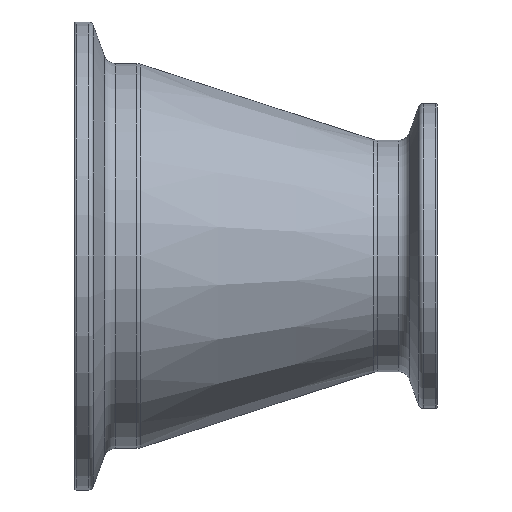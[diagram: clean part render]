
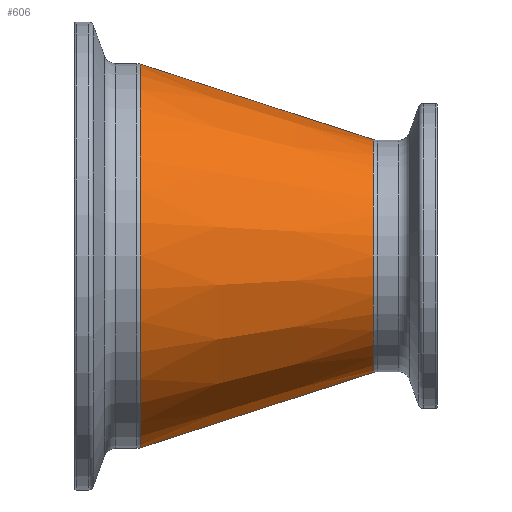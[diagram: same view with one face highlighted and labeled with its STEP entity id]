
A CAD part, front view. The second image highlights one B-rep face of the part: STEP entity #606.
In plain terms, the highlighted conical face has half-angle 17.971 degrees and reference radius 19.273 mm.
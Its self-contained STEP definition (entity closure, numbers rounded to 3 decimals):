
#92 = DIRECTION ( 'NONE',  ( -0.951, 0., 0.309 ) ) ;
#172 = CARTESIAN_POINT ( 'NONE',  ( 49.421, 0., -19.273 ) ) ;
#173 = EDGE_CURVE ( 'NONE', #1626, #526, #1609, .T. ) ;
#226 = CARTESIAN_POINT ( 'NONE',  ( 49.421, 0., 19.273 ) ) ;
#262 = DIRECTION ( 'NONE',  ( 0., 0., 1. ) ) ;
#272 = DIRECTION ( 'NONE',  ( -1., 0., 0. ) ) ;
#281 = CARTESIAN_POINT ( 'NONE',  ( 49.421, 0., 0. ) ) ;
#319 = EDGE_LOOP ( 'NONE', ( #795, #1408, #505, #740 ) ) ;
#337 = CARTESIAN_POINT ( 'NONE',  ( 49.421, 0., 0. ) ) ;
#338 = LINE ( 'NONE', #172, #1125 ) ;
#419 = VECTOR ( 'NONE', #92, 1000. ) ;
#476 = AXIS2_PLACEMENT_3D ( 'NONE', #788, #1446, #262 ) ;
#505 = ORIENTED_EDGE ( 'NONE', *, *, #550, .T. ) ;
#526 = VERTEX_POINT ( 'NONE', #1549 ) ;
#550 = EDGE_CURVE ( 'NONE', #526, #877, #1531, .T. ) ;
#551 = CIRCLE ( 'NONE', #476, 31.777 ) ;
#573 = EDGE_CURVE ( 'NONE', #1218, #877, #551, .T. ) ;
#606 = ADVANCED_FACE ( 'NONE', ( #1521 ), #1442, .T. ) ;
#740 = ORIENTED_EDGE ( 'NONE', *, *, #573, .F. ) ;
#788 = CARTESIAN_POINT ( 'NONE',  ( 10.87, 0., 0. ) ) ;
#795 = ORIENTED_EDGE ( 'NONE', *, *, #1667, .F. ) ;
#817 = DIRECTION ( 'NONE',  ( -1., 0., 0. ) ) ;
#831 = CARTESIAN_POINT ( 'NONE',  ( 49.421, 0., -19.273 ) ) ;
#877 = VERTEX_POINT ( 'NONE', #1154 ) ;
#935 = DIRECTION ( 'NONE',  ( 0., 0., 1. ) ) ;
#964 = DIRECTION ( 'NONE',  ( -0.951, 0., -0.309 ) ) ;
#1003 = AXIS2_PLACEMENT_3D ( 'NONE', #337, #272, #935 ) ;
#1055 = AXIS2_PLACEMENT_3D ( 'NONE', #281, #817, #1184 ) ;
#1125 = VECTOR ( 'NONE', #964, 1000. ) ;
#1154 = CARTESIAN_POINT ( 'NONE',  ( 10.87, 0., 31.777 ) ) ;
#1184 = DIRECTION ( 'NONE',  ( 0., 0., 1. ) ) ;
#1218 = VERTEX_POINT ( 'NONE', #1493 ) ;
#1408 = ORIENTED_EDGE ( 'NONE', *, *, #173, .T. ) ;
#1442 = CONICAL_SURFACE ( 'NONE', #1003, 19.273, 0.314 ) ;
#1446 = DIRECTION ( 'NONE',  ( -1., 0., 0. ) ) ;
#1493 = CARTESIAN_POINT ( 'NONE',  ( 10.87, 0., -31.777 ) ) ;
#1521 = FACE_OUTER_BOUND ( 'NONE', #319, .T. ) ;
#1531 = LINE ( 'NONE', #226, #419 ) ;
#1549 = CARTESIAN_POINT ( 'NONE',  ( 49.421, 0., 19.273 ) ) ;
#1609 = CIRCLE ( 'NONE', #1055, 19.273 ) ;
#1626 = VERTEX_POINT ( 'NONE', #831 ) ;
#1667 = EDGE_CURVE ( 'NONE', #1626, #1218, #338, .T. ) ;
